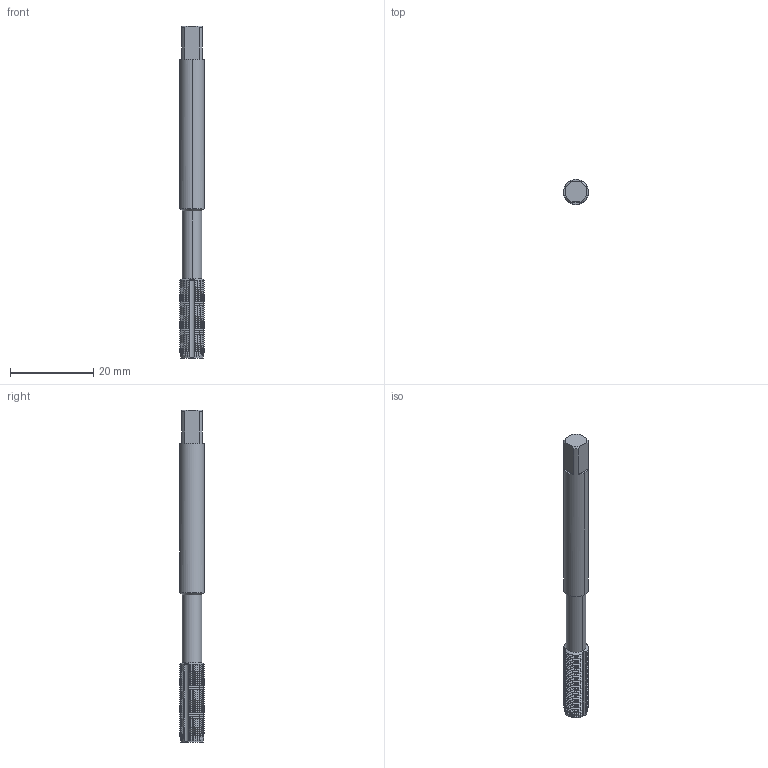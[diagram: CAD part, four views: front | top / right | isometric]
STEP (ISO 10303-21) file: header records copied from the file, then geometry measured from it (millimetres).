
FILE_DESCRIPTION(('no description'),'unknown implementation level');
FILE_NAME('solidNFs8OiQNk0_w5JPEDPsD4CCJArg_1.STP',' ',('CIM GmbH Aachen'),('CADClick - KiM GmbH - www.kimweb.de'),'unknown preprocess','ACIS','unknown authorization');
FILE_SCHEMA(('automotive_design'));
Length unit declared in the file: millimetre
Products named in the file (2): 1; 2
Bounding box: 6 x 6 x 80 mm (x, y, z)
Volume: 1965.4 mm3; surface area: 2250.2 mm2
Topology: 2 solids, 2 shells, 761 faces, 2112 edges, 1355 vertices
Faces by surface type: cone 398, cylinder 343, plane 17, torus 3
Entity records: 50014 total; most frequent: CARTESIAN_POINT 7305, STYLED_ITEM 4230, PRESENTATION_STYLE_ASSIGNMENT 4230, COLOUR_RGB 4230, ORIENTED_EDGE 4224, DIRECTION 4015, EDGE_CURVE 2112, CURVE_STYLE 2112
